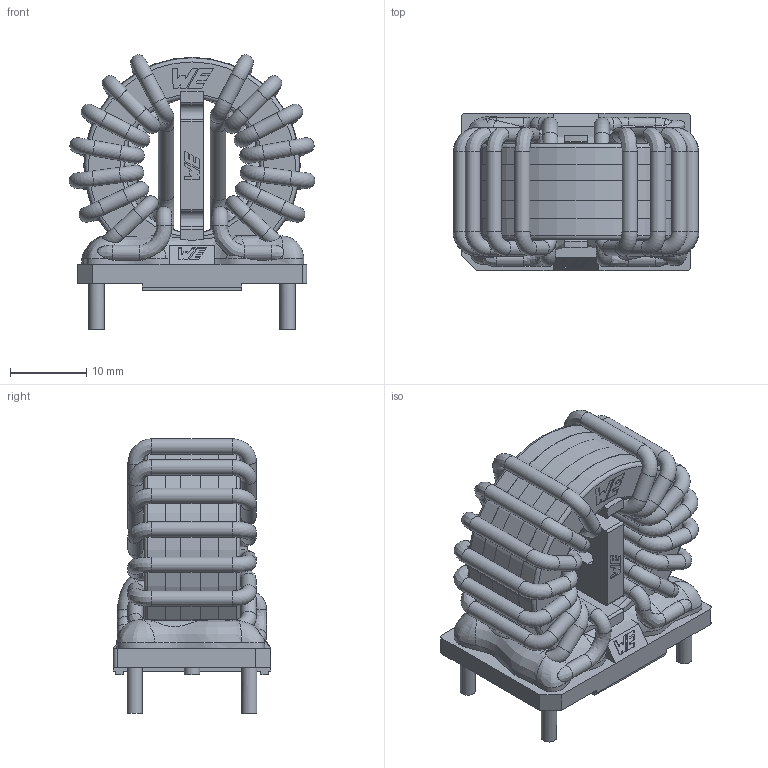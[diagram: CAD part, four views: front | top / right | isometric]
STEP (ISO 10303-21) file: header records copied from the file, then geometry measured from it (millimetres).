
FILE_DESCRIPTION(/* description */ ('Unknown'),/* implementation_level */ '2;1');
FILE_NAME(/* name */ '7448052502',/* time_stamp */ '2024-01-10T07:55:31+01:00',/* author */ ('Unknown'),/* organization */ ('Unknown'),/* preprocessor_version */ 'ST-DEVELOPER v16.7',/* originating_system */ 'Solid Edge',/* authorisation */ 'Unknown');
FILE_SCHEMA (('AUTOMOTIVE_DESIGN {1 0 10303 214 3 1 1}'));
Length unit declared in the file: millimetre
Products named in the file (11): 7448052502; turns; Case_XL; CASE-T2520-A; CORE-252010; CASE-T2520-B; PRT0001; tesaXL; spacer XL; base plate XL; Glue
Assembly tree (10 placements, depth 3):
  7448052502
    turns
    Case_XL
      CASE-T2520-A
      CORE-252010
      CASE-T2520-B
      PRT0001
    tesaXL
    spacer XL
    base plate XL
    Glue
Bounding box: 32.13 x 20.6 x 35.88 mm (x, y, z)
Volume: 9743.1 mm3; surface area: 17703 mm2
Topology: 10 solids, 10 shells, 800 faces, 2147 edges, 1380 vertices
Faces by surface type: plane 487, cylinder 140, bspline 79, torus 69, cone 24, sphere 1
Full cylindrical faces by diameter (mm): 1.7 x8, 2 x74, 2.2 x4, 17.6 x1, 19.4 x2, 20 x1, 25 x1, 25.6 x2, 28.2 x1, 28.23 x1, 28.31 x1
Entity records: 41718 total; most frequent: CARTESIAN_POINT 19194, ORIENTED_EDGE 3800, DIRECTION 3573, EDGE_CURVE 1900, VERTEX_POINT 1339, LINE 1281, VECTOR 1281, AXIS2_PLACEMENT_3D 1146
